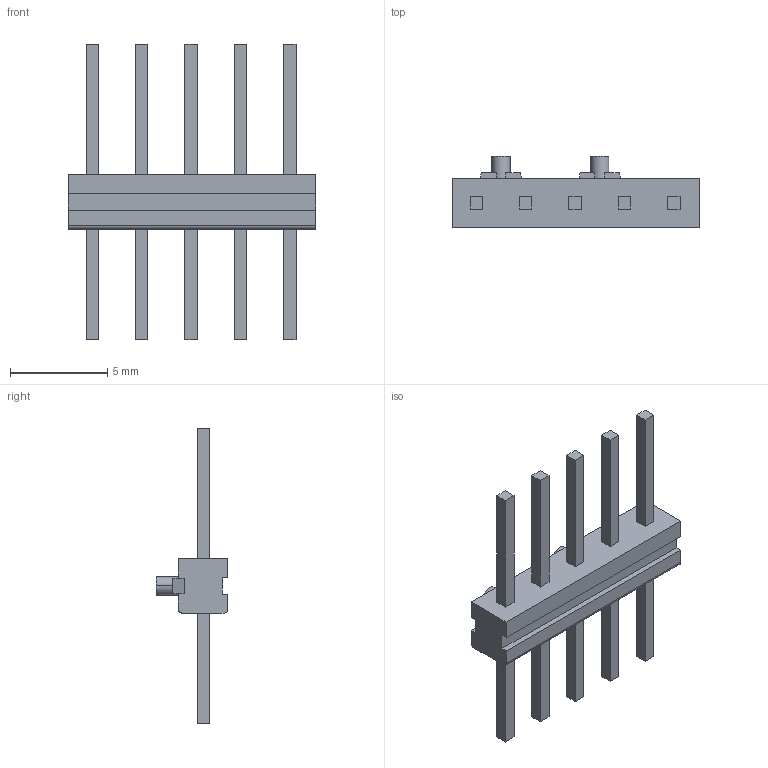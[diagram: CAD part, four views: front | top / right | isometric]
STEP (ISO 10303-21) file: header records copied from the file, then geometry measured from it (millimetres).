
FILE_DESCRIPTION((''),'2;1');
FILE_NAME('C-825434-5','2017-03-02T',('workeradm'),('Tyco Electronics Ltd.'),'CREO PARAMETRIC BY PTC INC, 2016050','CREO PARAMETRIC BY PTC INC, 2016050','');
FILE_SCHEMA(('AUTOMOTIVE_DESIGN { 1 0 10303 214 1 1 1 1 }'));
Length unit declared in the file: millimetre
Products named in the file (1): C-825434-5
Bounding box: 12.7 x 3.69 x 15.18 mm (x, y, z)
Volume: 111.7 mm3; surface area: 324.2 mm2
Topology: 1 solids, 1 shells, 94 faces, 238 edges, 156 vertices
Faces by surface type: plane 88, cylinder 6
Entity records: 2954 total; most frequent: CARTESIAN_POINT 490, ORIENTED_EDGE 476, DIRECTION 446, EDGE_CURVE 238, VECTOR 218, LINE 218, VERTEX_POINT 156, COLOUR_RGB 126
